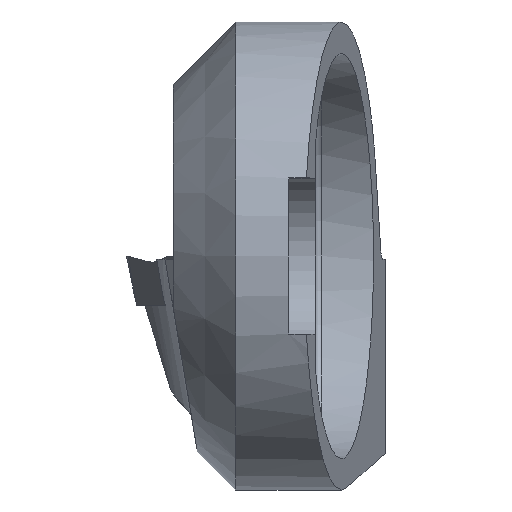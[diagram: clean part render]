
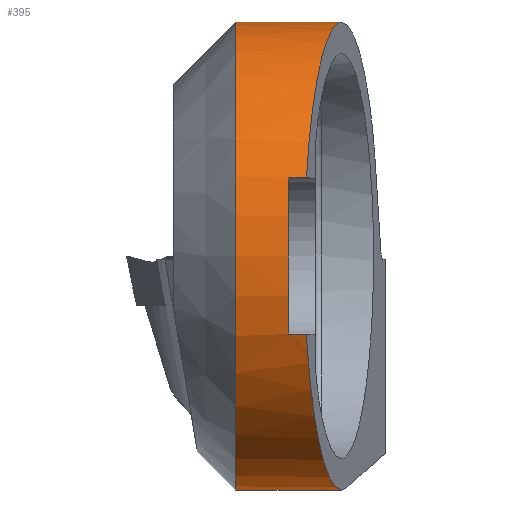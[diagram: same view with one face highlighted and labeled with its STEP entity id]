
A CAD part, front view. The second image highlights one B-rep face of the part: STEP entity #395.
In plain terms, the highlighted cylindrical face has radius 7.5 mm (diameter 15 mm), a partial arc.
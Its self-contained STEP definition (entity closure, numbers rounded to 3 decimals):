
#62 = FACE_OUTER_BOUND ( 'NONE', #329, .T. ) ;
#103 = LINE ( 'NONE', #3736, #1036 ) ;
#106 = ORIENTED_EDGE ( 'NONE', *, *, #1016, .T. ) ;
#134 = CARTESIAN_POINT ( 'NONE',  ( -0.108, -5.975, 5.601 ) ) ;
#285 = DIRECTION ( 'NONE',  ( -1., 0., 0. ) ) ;
#288 = DIRECTION ( 'NONE',  ( 1., 0., 0. ) ) ;
#329 = EDGE_LOOP ( 'NONE', ( #3909, #2054, #3706, #1443, #1884, #106, #1954, #1795 ) ) ;
#395 = ADVANCED_FACE ( 'NONE', ( #62 ), #3351, .T. ) ;
#422 = DIRECTION ( 'NONE',  ( -1., 0., 0. ) ) ;
#486 = CARTESIAN_POINT ( 'NONE',  ( 0.317, -3.289, 7.5 ) ) ;
#614 = DIRECTION ( 'NONE',  ( 0., 0., -1. ) ) ;
#631 = AXIS2_PLACEMENT_3D ( 'NONE', #3334, #288, #614 ) ;
#677 = CARTESIAN_POINT ( 'NONE',  ( -0.282, -7.071, 2.5 ) ) ;
#724 = AXIS2_PLACEMENT_3D ( 'NONE', #2637, #3858, #1131 ) ;
#773 = CARTESIAN_POINT ( 'NONE',  ( -0.282, -7.071, -2.5 ) ) ;
#793 = EDGE_CURVE ( 'NONE', #3788, #1666, #2442, .T. ) ;
#915 = VERTEX_POINT ( 'NONE', #917 ) ;
#917 = CARTESIAN_POINT ( 'NONE',  ( -0.85, -7.071, -2.5 ) ) ;
#961 = CARTESIAN_POINT ( 'NONE',  ( -0.85, -7.071, 2.5 ) ) ;
#983 = CARTESIAN_POINT ( 'NONE',  ( -0.108, -5.975, -5.601 ) ) ;
#1016 = EDGE_CURVE ( 'NONE', #1666, #2182, #1307, .T. ) ;
#1027 = DIRECTION ( 'NONE',  ( -1., 0., 0. ) ) ;
#1036 = VECTOR ( 'NONE', #2853, 1000. ) ;
#1131 = DIRECTION ( 'NONE',  ( 0., 0.139, -0.99 ) ) ;
#1195 = VECTOR ( 'NONE', #1027, 1000. ) ;
#1307 =( BOUNDED_CURVE ( )  B_SPLINE_CURVE ( 3, ( #3492, #134, #486, #3806 ),
 .UNSPECIFIED., .F., .T. ) 
 B_SPLINE_CURVE_WITH_KNOTS ( ( 4, 4 ),
 ( 0.34, 1.571 ),
 .UNSPECIFIED. ) 
 CURVE ( )  GEOMETRIC_REPRESENTATION_ITEM ( )  RATIONAL_B_SPLINE_CURVE ( ( 1., 0.878, 0.878, 1. ) ) 
 REPRESENTATION_ITEM ( '' )  );
#1374 = EDGE_CURVE ( 'NONE', #2067, #915, #2191, .T. ) ;
#1443 = ORIENTED_EDGE ( 'NONE', *, *, #1698, .F. ) ;
#1519 = CARTESIAN_POINT ( 'NONE',  ( -2.55, 0., 7.5 ) ) ;
#1666 = VERTEX_POINT ( 'NONE', #677 ) ;
#1698 = EDGE_CURVE ( 'NONE', #3788, #915, #3557, .T. ) ;
#1725 = AXIS2_PLACEMENT_3D ( 'NONE', #1860, #285, #3027 ) ;
#1795 = ORIENTED_EDGE ( 'NONE', *, *, #3281, .F. ) ;
#1807 = EDGE_CURVE ( 'NONE', #2626, #2286, #3085, .T. ) ;
#1860 = CARTESIAN_POINT ( 'NONE',  ( 2.25, 0., 0. ) ) ;
#1884 = ORIENTED_EDGE ( 'NONE', *, *, #793, .T. ) ;
#1954 = ORIENTED_EDGE ( 'NONE', *, *, #3006, .T. ) ;
#1955 = CARTESIAN_POINT ( 'NONE',  ( 0.838, 0., 7.5 ) ) ;
#2023 = VECTOR ( 'NONE', #422, 1000. ) ;
#2054 = ORIENTED_EDGE ( 'NONE', *, *, #3407, .T. ) ;
#2067 = VERTEX_POINT ( 'NONE', #2075 ) ;
#2075 = CARTESIAN_POINT ( 'NONE',  ( -0.282, -7.071, -2.5 ) ) ;
#2182 = VERTEX_POINT ( 'NONE', #1955 ) ;
#2191 = LINE ( 'NONE', #3465, #2023 ) ;
#2233 = CIRCLE ( 'NONE', #724, 7.5 ) ;
#2286 = VERTEX_POINT ( 'NONE', #3186 ) ;
#2442 = LINE ( 'NONE', #2463, #3925 ) ;
#2463 = CARTESIAN_POINT ( 'NONE',  ( 2.25, -7.071, 2.5 ) ) ;
#2566 =( BOUNDED_CURVE ( )  B_SPLINE_CURVE ( 3, ( #3498, #2572, #983, #773 ),
 .UNSPECIFIED., .F., .T. ) 
 B_SPLINE_CURVE_WITH_KNOTS ( ( 4, 4 ),
 ( 4.712, 5.943 ),
 .UNSPECIFIED. ) 
 CURVE ( )  GEOMETRIC_REPRESENTATION_ITEM ( )  RATIONAL_B_SPLINE_CURVE ( ( 1., 0.878, 0.878, 1. ) ) 
 REPRESENTATION_ITEM ( '' )  );
#2572 = CARTESIAN_POINT ( 'NONE',  ( 0.317, -3.289, -7.5 ) ) ;
#2603 = CARTESIAN_POINT ( 'NONE',  ( 0.838, 0., -7.5 ) ) ;
#2626 = VERTEX_POINT ( 'NONE', #2603 ) ;
#2637 = CARTESIAN_POINT ( 'NONE',  ( -2.55, 0., 0. ) ) ;
#2853 = DIRECTION ( 'NONE',  ( -1., 0., 0. ) ) ;
#3006 = EDGE_CURVE ( 'NONE', #2182, #3319, #103, .T. ) ;
#3027 = DIRECTION ( 'NONE',  ( 0., 0., 1. ) ) ;
#3085 = LINE ( 'NONE', #3501, #1195 ) ;
#3186 = CARTESIAN_POINT ( 'NONE',  ( -2.55, 0., -7.5 ) ) ;
#3281 = EDGE_CURVE ( 'NONE', #2286, #3319, #2233, .T. ) ;
#3319 = VERTEX_POINT ( 'NONE', #1519 ) ;
#3334 = CARTESIAN_POINT ( 'NONE',  ( -0.85, 0., 0. ) ) ;
#3351 = CYLINDRICAL_SURFACE ( 'NONE', #1725, 7.5 ) ;
#3407 = EDGE_CURVE ( 'NONE', #2626, #2067, #2566, .T. ) ;
#3465 = CARTESIAN_POINT ( 'NONE',  ( 2.25, -7.071, -2.5 ) ) ;
#3492 = CARTESIAN_POINT ( 'NONE',  ( -0.282, -7.071, 2.5 ) ) ;
#3498 = CARTESIAN_POINT ( 'NONE',  ( 0.838, 0., -7.5 ) ) ;
#3501 = CARTESIAN_POINT ( 'NONE',  ( 2.25, 0., -7.5 ) ) ;
#3557 = CIRCLE ( 'NONE', #631, 7.5 ) ;
#3706 = ORIENTED_EDGE ( 'NONE', *, *, #1374, .T. ) ;
#3723 = DIRECTION ( 'NONE',  ( 1., 0., 0. ) ) ;
#3736 = CARTESIAN_POINT ( 'NONE',  ( 2.25, 0., 7.5 ) ) ;
#3788 = VERTEX_POINT ( 'NONE', #961 ) ;
#3806 = CARTESIAN_POINT ( 'NONE',  ( 0.838, 0., 7.5 ) ) ;
#3858 = DIRECTION ( 'NONE',  ( -1., 0., 0. ) ) ;
#3909 = ORIENTED_EDGE ( 'NONE', *, *, #1807, .F. ) ;
#3925 = VECTOR ( 'NONE', #3723, 1000. ) ;
